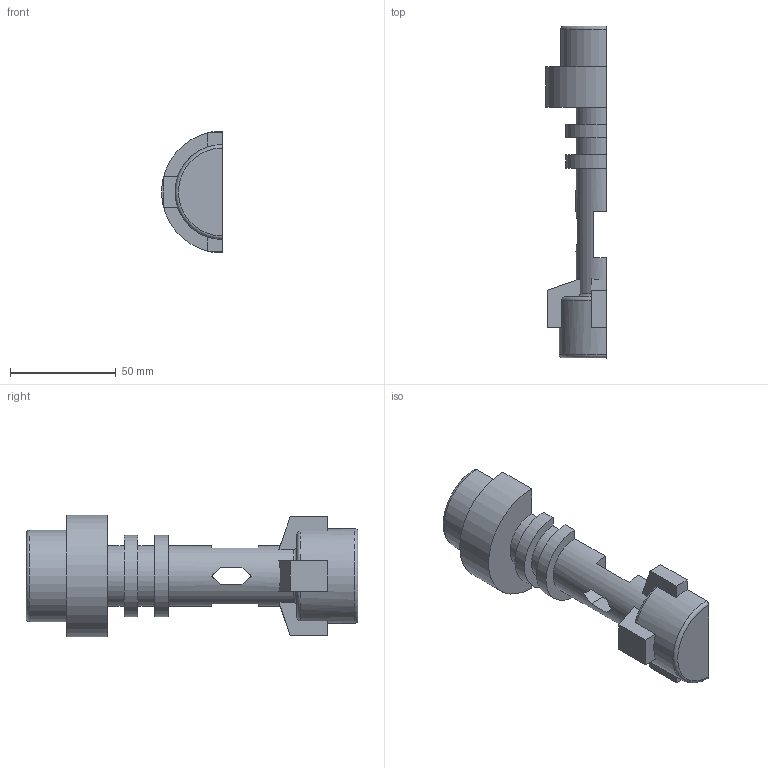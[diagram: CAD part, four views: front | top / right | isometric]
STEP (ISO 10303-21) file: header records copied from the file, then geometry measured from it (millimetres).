
FILE_DESCRIPTION (( 'STEP AP214' ), '1' );
FILE_NAME ('hilt2.STEP', '2025-05-05T03:27:00', ( '' ), ( '' ), 'SwSTEP 2.0', 'SolidWorks 2024', '' );
FILE_SCHEMA (( 'AUTOMOTIVE_DESIGN' ));
Length unit declared in the file: millimetre
Products named in the file (1): hilt2
Bounding box: 28.8 x 156.8 x 57.6 mm (x, y, z)
Volume: 94269.9 mm3; surface area: 21049 mm2
Topology: 1 solids, 1 shells, 49 faces, 144 edges, 96 vertices
Faces by surface type: plane 35, cylinder 8, torus 6
Entity records: 1744 total; most frequent: CARTESIAN_POINT 411, ORIENTED_EDGE 288, DIRECTION 264, EDGE_CURVE 144, VERTEX_POINT 96, VECTOR 94, LINE 94, AXIS2_PLACEMENT_3D 85
